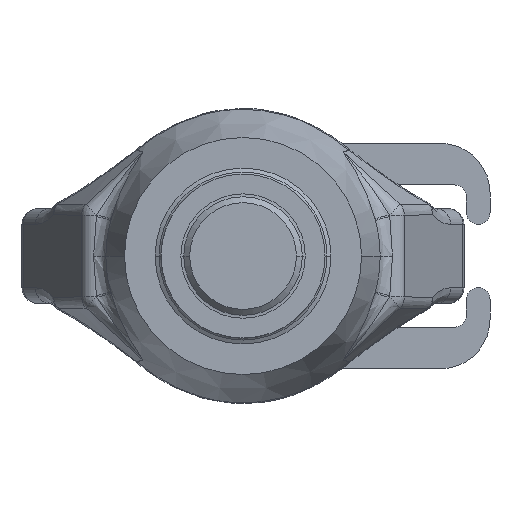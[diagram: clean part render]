
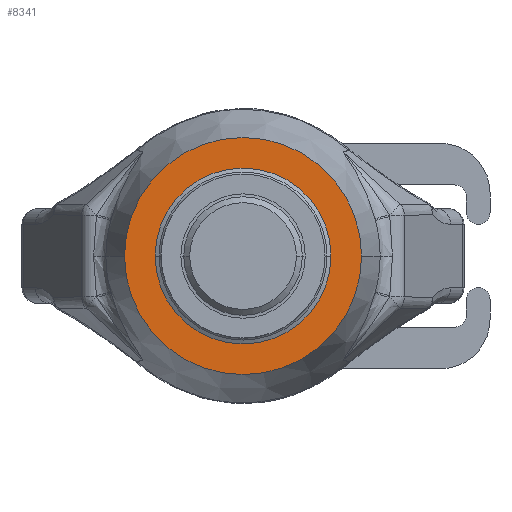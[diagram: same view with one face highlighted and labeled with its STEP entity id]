
A CAD part, front view. The second image highlights one B-rep face of the part: STEP entity #8341.
In plain terms, the highlighted planar face has unit normal (0, -1, 0).
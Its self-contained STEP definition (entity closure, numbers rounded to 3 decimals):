
#2=CARTESIAN_POINT('',(0.,-56.,0.));
#3=DIRECTION('',(0.,-1.,0.));
#4=DIRECTION('',(1.,0.,0.));
#5=AXIS2_PLACEMENT_3D('',#2,#3,#4);
#7=CARTESIAN_POINT('',(0.,-56.,0.));
#8=DIRECTION('',(0.,-1.,0.));
#9=DIRECTION('',(-1.,0.,0.));
#10=AXIS2_PLACEMENT_3D('',#7,#8,#9);
#16=CARTESIAN_POINT('',(0.,-56.,0.));
#17=DIRECTION('',(0.,-1.,0.));
#18=DIRECTION('',(1.,0.,0.));
#19=AXIS2_PLACEMENT_3D('',#16,#17,#18);
#405=CARTESIAN_POINT('',(0.,-56.,0.));
#406=DIRECTION('',(0.,1.,0.));
#407=DIRECTION('',(1.,0.,0.));
#408=AXIS2_PLACEMENT_3D('',#405,#406,#407);
#6813=CARTESIAN_POINT('',(30.,-56.,0.));
#6815=VERTEX_POINT('',#6813);
#6817=CARTESIAN_POINT('',(-30.,-56.,0.));
#6819=VERTEX_POINT('',#6817);
#6838=CARTESIAN_POINT('',(22.25,-56.,0.));
#6839=CARTESIAN_POINT('',(-22.25,-56.,0.));
#6840=VERTEX_POINT('',#6838);
#6841=VERTEX_POINT('',#6839);
#8324=CARTESIAN_POINT('',(0.,-56.,0.));
#8325=DIRECTION('',(0.,-1.,0.));
#8326=DIRECTION('',(-1.,0.,0.));
#8327=AXIS2_PLACEMENT_3D('',#8324,#8325,#8326);
#8328=PLANE('',#8327);
#8330=ORIENTED_EDGE('',*,*,#8329,.F.);
#8332=ORIENTED_EDGE('',*,*,#8331,.T.);
#8333=EDGE_LOOP('',(#8330,#8332));
#8334=FACE_OUTER_BOUND('',#8333,.F.);
#8336=ORIENTED_EDGE('',*,*,#8335,.T.);
#8338=ORIENTED_EDGE('',*,*,#8337,.T.);
#8339=EDGE_LOOP('',(#8336,#8338));
#8340=FACE_BOUND('',#8339,.F.);
#8341=ADVANCED_FACE('',(#8334,#8340),#8328,.T.);
#6=CIRCLE('',#5,22.25);
#11=CIRCLE('',#10,22.25);
#20=CIRCLE('',#19,30.);
#409=CIRCLE('',#408,30.);
#8329=EDGE_CURVE('',#6815,#6819,#20,.T.);
#8331=EDGE_CURVE('',#6815,#6819,#409,.T.);
#8335=EDGE_CURVE('',#6840,#6841,#6,.T.);
#8337=EDGE_CURVE('',#6841,#6840,#11,.T.);
